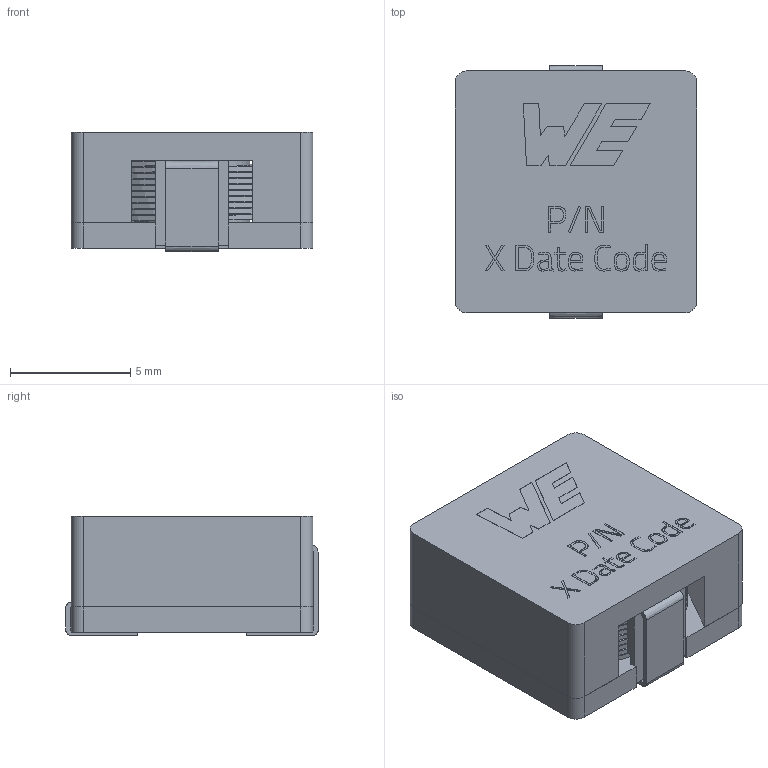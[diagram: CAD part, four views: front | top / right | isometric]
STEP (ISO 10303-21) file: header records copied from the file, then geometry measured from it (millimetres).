
FILE_DESCRIPTION(/* description */ ('Unknown'),/* implementation_level */ '2;1');
FILE_NAME(/* name */ '744325xxx_1050',/* time_stamp */ '2024-05-13T11:44:46+02:00',/* author */ ('Unknown'),/* organization */ ('Unknown'),/* preprocessor_version */ 'ST-DEVELOPER v16.7',/* originating_system */ 'Solid Edge',/* authorisation */ 'Unknown');
FILE_SCHEMA (('AUTOMOTIVE_DESIGN {1 0 10303 214 3 1 1}'));
Length unit declared in the file: millimetre
Products named in the file (5): 744325xxx_1050; Gehäuse; Spule; Boden; Klebemasse
Assembly tree (5 placements, depth 2):
  744325xxx_1050
    Gehäuse
    Spule
    Boden
    Klebemasse  x2
Bounding box: 10.07 x 10.5 x 4.96 mm (x, y, z)
Volume: 435.1 mm3; surface area: 1794.1 mm2
Topology: 5 solids, 5 shells, 238 faces, 602 edges, 396 vertices
Faces by surface type: plane 165, bspline 56, cylinder 17
Full cylindrical faces by diameter (mm): 4.8 x1
Entity records: 10563 total; most frequent: CARTESIAN_POINT 4059, ORIENTED_EDGE 1162, DIRECTION 767, EDGE_CURVE 581, VERTEX_POINT 384, LINE 315, VECTOR 315, EDGE_LOOP 255
